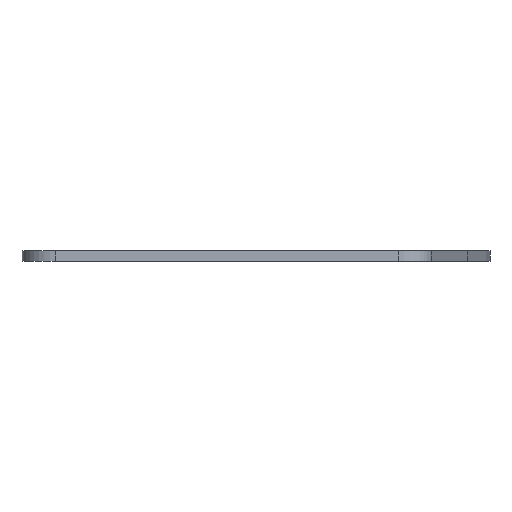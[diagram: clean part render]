
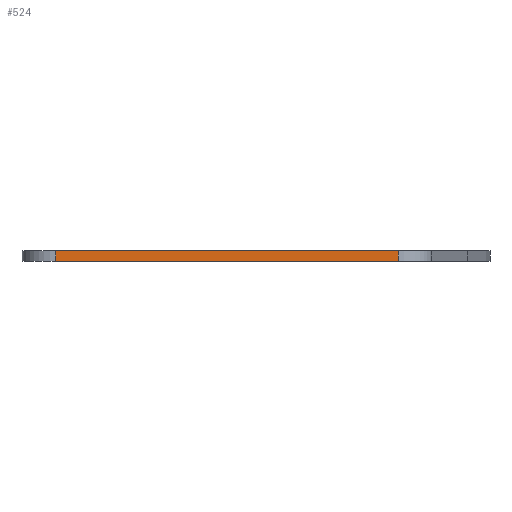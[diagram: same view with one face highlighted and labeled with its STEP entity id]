
A CAD part, left-side view. The second image highlights one B-rep face of the part: STEP entity #524.
In plain terms, the highlighted planar face has unit normal (-1, 0, 0).
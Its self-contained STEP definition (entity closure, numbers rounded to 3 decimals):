
#485=CARTESIAN_POINT('',(-13.143,-67.143,-2.));
#486=DIRECTION('',(1.,-0.,0.));
#487=DIRECTION('',(0.,1.,0.));
#488=AXIS2_PLACEMENT_3D('',#485,#486,#487);
#489=PLANE('',#488);
#490=CARTESIAN_POINT('',(-13.143,-118.21,0.));
#491=VERTEX_POINT('',#490);
#492=CARTESIAN_POINT('',(-13.143,-16.145,0.));
#493=VERTEX_POINT('',#492);
#494=CARTESIAN_POINT('',(-13.143,-118.21,0.));
#495=DIRECTION('',(0.,1.,0.));
#496=VECTOR('',#495,102.065);
#497=LINE('',#494,#496);
#498=EDGE_CURVE('',#491,#493,#497,.T.);
#499=ORIENTED_EDGE('',*,*,#498,.T.);
#500=CARTESIAN_POINT('',(-13.143,-16.145,-3.));
#501=VERTEX_POINT('',#500);
#502=CARTESIAN_POINT('',(-13.143,-16.145,0.));
#503=DIRECTION('',(-0.,-0.,-1.));
#504=VECTOR('',#503,3.);
#505=LINE('',#502,#504);
#506=EDGE_CURVE('',#493,#501,#505,.T.);
#507=ORIENTED_EDGE('',*,*,#506,.T.);
#508=CARTESIAN_POINT('',(-13.143,-118.21,-3.));
#509=VERTEX_POINT('',#508);
#510=CARTESIAN_POINT('',(-13.143,-118.21,-3.));
#511=DIRECTION('',(0.,1.,0.));
#512=VECTOR('',#511,102.065);
#513=LINE('',#510,#512);
#514=EDGE_CURVE('',#509,#501,#513,.T.);
#515=ORIENTED_EDGE('',*,*,#514,.F.);
#516=CARTESIAN_POINT('',(-13.143,-118.21,-3.));
#517=DIRECTION('',(0.,0.,1.));
#518=VECTOR('',#517,3.);
#519=LINE('',#516,#518);
#520=EDGE_CURVE('',#509,#491,#519,.T.);
#521=ORIENTED_EDGE('',*,*,#520,.T.);
#522=EDGE_LOOP('',(#499,#507,#515,#521));
#523=FACE_BOUND('',#522,.T.);
#524=ADVANCED_FACE('',(#523),#489,.F.);
